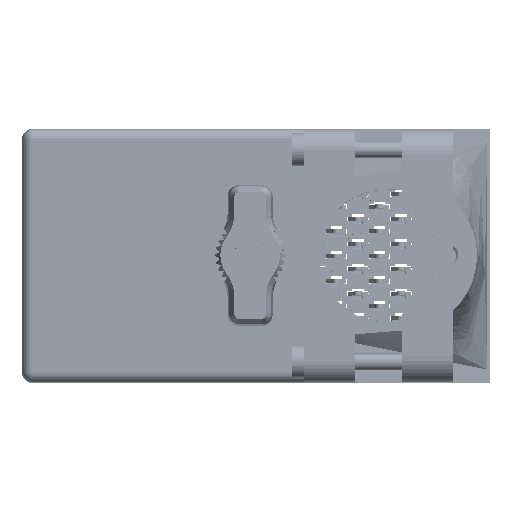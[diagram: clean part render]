
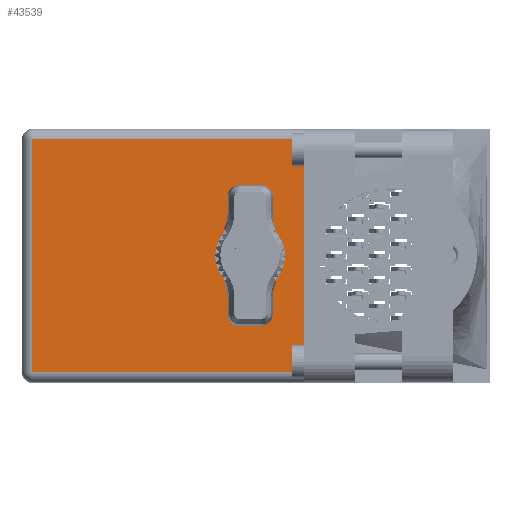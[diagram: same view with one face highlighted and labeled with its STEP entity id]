
A CAD part, top view. The second image highlights one B-rep face of the part: STEP entity #43539.
In plain terms, the highlighted face is planar.
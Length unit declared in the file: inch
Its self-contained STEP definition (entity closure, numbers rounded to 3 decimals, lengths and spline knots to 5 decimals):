
#309 = DIRECTION ( 'NONE',  ( -1., 0., 0. ) ) ;
#2159 = DIRECTION ( 'NONE',  ( -1., 0., 0. ) ) ;
#2304 = ORIENTED_EDGE ( 'NONE', *, *, #18619, .T. ) ;
#2949 = DIRECTION ( 'NONE',  ( 0., 0., 1. ) ) ;
#4839 = CARTESIAN_POINT ( 'NONE',  ( 0.3275, 1.93, -0.703 ) ) ;
#6262 = VECTOR ( 'NONE', #2949, 39.37008 ) ;
#6459 = EDGE_LOOP ( 'NONE', ( #58987, #29648 ) ) ;
#11035 = CIRCLE ( 'NONE', #82558, 0.17 ) ;
#12728 = EDGE_CURVE ( 'NONE', #45390, #50618, #65583, .T. ) ;
#13960 = DIRECTION ( 'NONE',  ( 0., 1., 0. ) ) ;
#14031 = FACE_OUTER_BOUND ( 'NONE', #38386, .T. ) ;
#17659 = VERTEX_POINT ( 'NONE', #82011 ) ;
#18619 = EDGE_CURVE ( 'NONE', #50618, #97043, #30103, .T. ) ;
#19425 = DIRECTION ( 'NONE',  ( 0., 0., 1. ) ) ;
#21024 = EDGE_CURVE ( 'NONE', #45390, #86589, #103907, .T. ) ;
#27780 = EDGE_CURVE ( 'NONE', #97043, #86589, #46095, .T. ) ;
#29648 = ORIENTED_EDGE ( 'NONE', *, *, #100805, .F. ) ;
#30103 = LINE ( 'NONE', #110176, #6262 ) ;
#32154 = DIRECTION ( 'NONE',  ( 0., 0., 1. ) ) ;
#33695 = CARTESIAN_POINT ( 'NONE',  ( 0., 1.93, 0.17 ) ) ;
#36028 = CARTESIAN_POINT ( 'NONE',  ( -1.3775, 1.93, -0.765 ) ) ;
#36107 = CARTESIAN_POINT ( 'NONE',  ( 0.3275, 1.93, 0.703 ) ) ;
#36342 = AXIS2_PLACEMENT_3D ( 'NONE', #37177, #52417, #19425 ) ;
#37177 = CARTESIAN_POINT ( 'NONE',  ( 0., 1.93, 0. ) ) ;
#38253 = VERTEX_POINT ( 'NONE', #33695 ) ;
#38386 = EDGE_LOOP ( 'NONE', ( #2304, #89665, #78978, #61768 ) ) ;
#43539 = ADVANCED_FACE ( 'NONE', ( #14031, #99495 ), #53226, .T. ) ;
#44357 = EDGE_CURVE ( 'NONE', #38253, #17659, #11035, .T. ) ;
#45390 = VERTEX_POINT ( 'NONE', #4839 ) ;
#46095 = LINE ( 'NONE', #88407, #78450 ) ;
#50618 = VERTEX_POINT ( 'NONE', #99723 ) ;
#50678 = VECTOR ( 'NONE', #32154, 39.37008 ) ;
#52417 = DIRECTION ( 'NONE',  ( 0., 1., 0. ) ) ;
#53226 = PLANE ( 'NONE',  #99616 ) ;
#58987 = ORIENTED_EDGE ( 'NONE', *, *, #44357, .F. ) ;
#61768 = ORIENTED_EDGE ( 'NONE', *, *, #12728, .T. ) ;
#65583 = LINE ( 'NONE', #92671, #89434 ) ;
#66616 = CARTESIAN_POINT ( 'NONE',  ( 0.3275, 1.93, -0.765 ) ) ;
#68450 = DIRECTION ( 'NONE',  ( 0., 0., 1. ) ) ;
#78450 = VECTOR ( 'NONE', #107101, 39.37008 ) ;
#78978 = ORIENTED_EDGE ( 'NONE', *, *, #21024, .F. ) ;
#82011 = CARTESIAN_POINT ( 'NONE',  ( 0., 1.93, -0.17 ) ) ;
#82558 = AXIS2_PLACEMENT_3D ( 'NONE', #112526, #13960, #68450 ) ;
#86589 = VERTEX_POINT ( 'NONE', #36107 ) ;
#88407 = CARTESIAN_POINT ( 'NONE',  ( 0.3275, 1.93, 0.703 ) ) ;
#88701 = CARTESIAN_POINT ( 'NONE',  ( -1.3155, 1.93, 0.703 ) ) ;
#89434 = VECTOR ( 'NONE', #2159, 39.37008 ) ;
#89665 = ORIENTED_EDGE ( 'NONE', *, *, #27780, .T. ) ;
#92671 = CARTESIAN_POINT ( 'NONE',  ( -1.3775, 1.93, -0.703 ) ) ;
#97043 = VERTEX_POINT ( 'NONE', #88701 ) ;
#98275 = DIRECTION ( 'NONE',  ( 0., 1., 0. ) ) ;
#99495 = FACE_BOUND ( 'NONE', #6459, .T. ) ;
#99616 = AXIS2_PLACEMENT_3D ( 'NONE', #36028, #98275, #309 ) ;
#99723 = CARTESIAN_POINT ( 'NONE',  ( -1.3155, 1.93, -0.703 ) ) ;
#100805 = EDGE_CURVE ( 'NONE', #17659, #38253, #103595, .T. ) ;
#103595 = CIRCLE ( 'NONE', #36342, 0.17 ) ;
#103907 = LINE ( 'NONE', #66616, #50678 ) ;
#107101 = DIRECTION ( 'NONE',  ( 1., 0., 0. ) ) ;
#110176 = CARTESIAN_POINT ( 'NONE',  ( -1.3155, 1.93, -0.765 ) ) ;
#112526 = CARTESIAN_POINT ( 'NONE',  ( 0., 1.93, 0. ) ) ;
